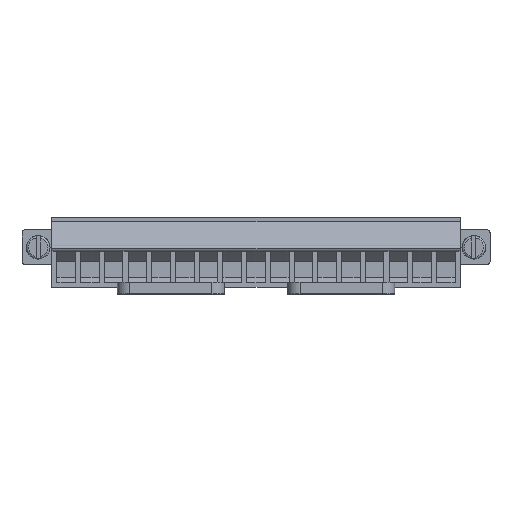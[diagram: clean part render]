
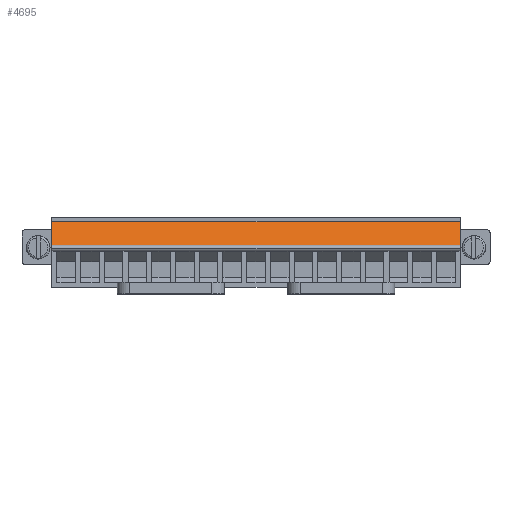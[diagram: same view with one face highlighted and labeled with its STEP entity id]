
A CAD part, top view. The second image highlights one B-rep face of the part: STEP entity #4695.
In plain terms, the highlighted planar face has unit normal (0, 0.359, 0.933).
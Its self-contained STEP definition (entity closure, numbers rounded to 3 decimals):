
#4682=AXIS2_PLACEMENT_3D('Plane Axis2P3D',#4679,#4680,#4681) ;
#4490=CARTESIAN_POINT('Vertex',(4.8,7.83,14.85)) ;
#4493=CARTESIAN_POINT('Line Origine',(4.8,9.715,14.125)) ;
#4497=CARTESIAN_POINT('Vertex',(4.8,11.6,13.4)) ;
#4584=CARTESIAN_POINT('Vertex',(70.36,11.6,13.4)) ;
#4587=CARTESIAN_POINT('Line Origine',(70.36,9.715,14.125)) ;
#4591=CARTESIAN_POINT('Vertex',(70.36,7.83,14.85)) ;
#4667=CARTESIAN_POINT('Line Origine',(37.58,11.6,13.4)) ;
#4679=CARTESIAN_POINT('Axis2P3D Location',(4.8,7.83,14.85)) ;
#4684=CARTESIAN_POINT('Line Origine',(37.58,7.83,14.85)) ;
#4494=DIRECTION('Vector Direction',(0.,0.933,-0.359)) ;
#4588=DIRECTION('Vector Direction',(0.,0.933,-0.359)) ;
#4668=DIRECTION('Vector Direction',(1.,0.,0.)) ;
#4680=DIRECTION('Axis2P3D Direction',(0.,-0.359,-0.933)) ;
#4681=DIRECTION('Axis2P3D XDirection',(0.,0.933,-0.359)) ;
#4685=DIRECTION('Vector Direction',(1.,0.,0.)) ;
#4495=VECTOR('Line Direction',#4494,1.) ;
#4589=VECTOR('Line Direction',#4588,1.) ;
#4669=VECTOR('Line Direction',#4668,1.) ;
#4686=VECTOR('Line Direction',#4685,1.) ;
#4690=ORIENTED_EDGE('',*,*,#4593,.T.) ;
#4691=ORIENTED_EDGE('',*,*,#4671,.F.) ;
#4692=ORIENTED_EDGE('',*,*,#4499,.T.) ;
#4693=ORIENTED_EDGE('',*,*,#4688,.T.) ;
#4695=ADVANCED_FACE('HOUSING',(#4694),#4683,.F.) ;
#4499=EDGE_CURVE('',#4498,#4491,#4496,.F.) ;
#4593=EDGE_CURVE('',#4592,#4585,#4590,.T.) ;
#4671=EDGE_CURVE('',#4498,#4585,#4670,.T.) ;
#4688=EDGE_CURVE('',#4491,#4592,#4687,.T.) ;
#4689=EDGE_LOOP('',(#4690,#4691,#4692,#4693)) ;
#4694=FACE_OUTER_BOUND('',#4689,.T.) ;
#4496=LINE('Line',#4493,#4495) ;
#4590=LINE('Line',#4587,#4589) ;
#4670=LINE('Line',#4667,#4669) ;
#4687=LINE('Line',#4684,#4686) ;
#4683=PLANE('',#4682) ;
#4491=VERTEX_POINT('',#4490) ;
#4498=VERTEX_POINT('',#4497) ;
#4585=VERTEX_POINT('',#4584) ;
#4592=VERTEX_POINT('',#4591) ;
